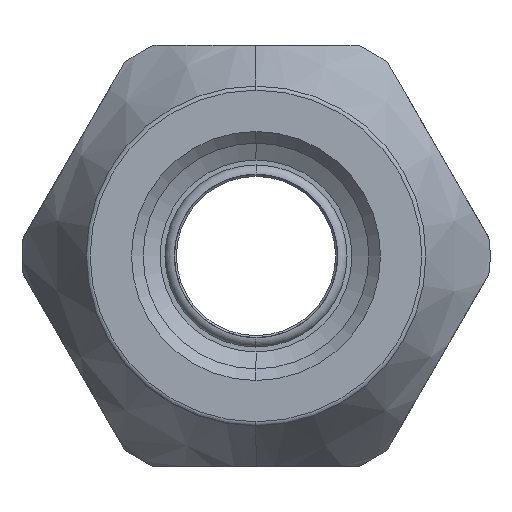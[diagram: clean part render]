
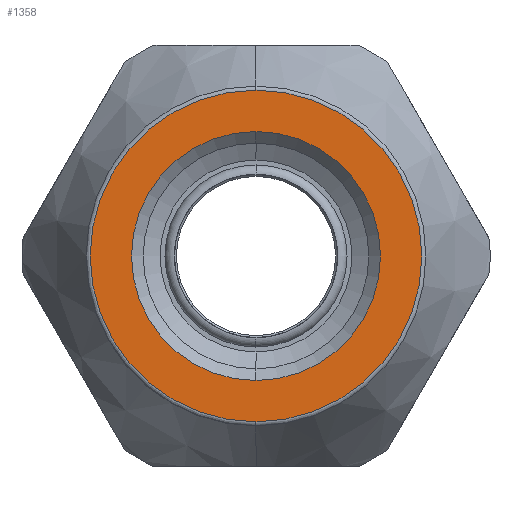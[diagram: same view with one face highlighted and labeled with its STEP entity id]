
A CAD part, left-side view. The second image highlights one B-rep face of the part: STEP entity #1358.
In plain terms, the highlighted planar face has unit normal (-1, 0, 0).
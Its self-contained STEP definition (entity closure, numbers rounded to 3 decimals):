
#101 = ORIENTED_EDGE ( 'NONE', *, *, #3364, .T. ) ;
#102 = ORIENTED_EDGE ( 'NONE', *, *, #475, .T. ) ;
#103 = ORIENTED_EDGE ( 'NONE', *, *, #3286, .F. ) ;
#104 = ORIENTED_EDGE ( 'NONE', *, *, #397, .F. ) ;
#397 = EDGE_CURVE ( 'NONE', #1984, #1981, #1280, .T. ) ;
#475 = EDGE_CURVE ( 'NONE', #1990, #1953, #1091, .T. ) ;
#734 = EDGE_LOOP ( 'NONE', ( #103, #104 ) ) ;
#818 = EDGE_LOOP ( 'NONE', ( #101, #102 ) ) ;
#1091 = CIRCLE ( 'NONE', #3332, 13.3 ) ;
#1175 = FACE_BOUND ( 'NONE', #818, .T. ) ;
#1176 = FACE_OUTER_BOUND ( 'NONE', #734, .T. ) ;
#1280 = CIRCLE ( 'NONE', #3051, 17.711 ) ;
#1358 = ADVANCED_FACE ( 'NONE', ( #1175, #1176 ), #2414, .T. ) ;
#1953 = VERTEX_POINT ( 'NONE', #2821 ) ;
#1981 = VERTEX_POINT ( 'NONE', #2845 ) ;
#1984 = VERTEX_POINT ( 'NONE', #2846 ) ;
#1990 = VERTEX_POINT ( 'NONE', #2852 ) ;
#2265 = CARTESIAN_POINT ( 'NONE',  ( 0., 0., 0. ) ) ;
#2266 = DIRECTION ( 'NONE',  ( 1., 0., 0. ) ) ;
#2267 = DIRECTION ( 'NONE',  ( 0., 0., -1. ) ) ;
#2414 = PLANE ( 'NONE',  #3220 ) ;
#2415 = CARTESIAN_POINT ( 'NONE',  ( 0., 13.3, 0. ) ) ;
#2416 = DIRECTION ( 'NONE',  ( -1., 0., 0. ) ) ;
#2417 = DIRECTION ( 'NONE',  ( 0., 0., 1. ) ) ;
#2821 = CARTESIAN_POINT ( 'NONE',  ( 0., 0., 13.3 ) ) ;
#2845 = CARTESIAN_POINT ( 'NONE',  ( 0., 0., -17.711 ) ) ;
#2846 = CARTESIAN_POINT ( 'NONE',  ( 0., 0., 17.711 ) ) ;
#2852 = CARTESIAN_POINT ( 'NONE',  ( 0., 0., -13.3 ) ) ;
#3051 = AXIS2_PLACEMENT_3D ( 'NONE', #3893, #3910, #3919 ) ;
#3220 = AXIS2_PLACEMENT_3D ( 'NONE', #2415, #2416, #2417 ) ;
#3286 = EDGE_CURVE ( 'NONE', #1981, #1984, #3784, .T. ) ;
#3323 = AXIS2_PLACEMENT_3D ( 'NONE', #3451, #3453, #3455 ) ;
#3332 = AXIS2_PLACEMENT_3D ( 'NONE', #2265, #2266, #2267 ) ;
#3341 = AXIS2_PLACEMENT_3D ( 'NONE', #3653, #3655, #3657 ) ;
#3364 = EDGE_CURVE ( 'NONE', #1953, #1990, #3810, .T. ) ;
#3451 = CARTESIAN_POINT ( 'NONE',  ( 0., 0., 0. ) ) ;
#3453 = DIRECTION ( 'NONE',  ( 1., 0., 0. ) ) ;
#3455 = DIRECTION ( 'NONE',  ( 0., 0., -1. ) ) ;
#3653 = CARTESIAN_POINT ( 'NONE',  ( 0., 0., 0. ) ) ;
#3655 = DIRECTION ( 'NONE',  ( 1., 0., 0. ) ) ;
#3657 = DIRECTION ( 'NONE',  ( 0., 0., -1. ) ) ;
#3784 = CIRCLE ( 'NONE', #3323, 17.711 ) ;
#3810 = CIRCLE ( 'NONE', #3341, 13.3 ) ;
#3893 = CARTESIAN_POINT ( 'NONE',  ( 0., 0., 0. ) ) ;
#3910 = DIRECTION ( 'NONE',  ( 1., 0., 0. ) ) ;
#3919 = DIRECTION ( 'NONE',  ( 0., 0., -1. ) ) ;
